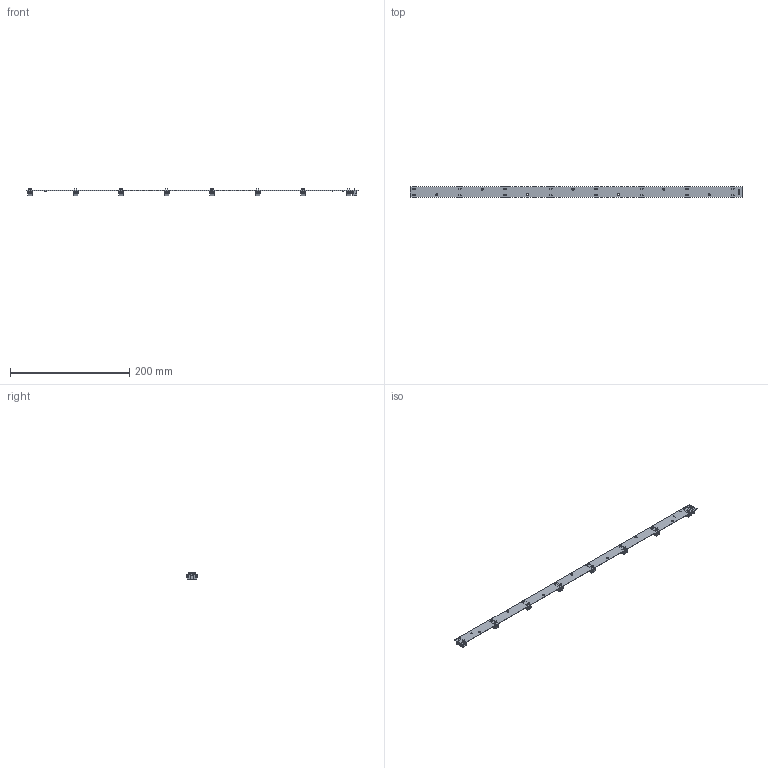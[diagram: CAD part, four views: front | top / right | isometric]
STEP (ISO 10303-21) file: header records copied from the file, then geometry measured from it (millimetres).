
FILE_DESCRIPTION(('Open CASCADE Model'),'2;1');
FILE_NAME('Open CASCADE Shape Model','2022-01-15T22:00:27',('Author'),( 'Open CASCADE'),'Open CASCADE STEP processor 6.8','Open CASCADE 6.8' ,'Unknown');
FILE_SCHEMA(('AUTOMOTIVE_DESIGN { 1 0 10303 214 1 1 1 1 }'));
Length unit declared in the file: millimetre
Products named in the file (40): PCB; Board; Open CASCADE STEP translator 6.8 1.1.1; JPO; 5988189664; Extruded; JP0; JP1; 5988189024; JP2; 5988190784; JIN; 5901556192; C3; 6109083136; C2; C1; 5988190304; J16; 5901563952; J15; 5901563712; J14; J13; J12; J11; J10; J9; J8; J7; J6; J5; J4; J3; J2; J1
Assembly tree (55 placements, depth 4):
  PCB
    Board
      Open CASCADE STEP translator 6.8 1.1.1
    JPO
      5988189664
        Extruded
    JP0
      5988189664
        Extruded
    JP1
      5988189024
        Extruded
    JP2
      5988190784
        Extruded
    JIN
      5901556192
    C3
      6109083136
        Extruded
    C2
      5988189664
        Extruded
    C1
      5988190304
        Extruded
    J16
      5901563952
    J15
      5901563712
    J14
      5901563952
    J13
      5901563712
    J12
      5901563952
    J11
      5901563712
    J10
      5901563952
    J9
      5901563712
    J8
      5901563952
    J7
      5901563712
    J6
      5901563952
    J5
      5901563712
    J4
      5901563952
    J3
      5901563712
    J2
      5901563952
    J1
      5901563712
Bounding box: 556 x 17.78 x 12.6 mm (x, y, z)
Volume: 10152.9 mm3; surface area: 28326.3 mm2
Topology: 25 solids, 25 shells, 2334 faces, 6257 edges, 4078 vertices
Faces by surface type: plane 1804, cylinder 460, bspline 70
Full cylindrical faces by diameter (mm): 1.2 x32, 1.4 x3, 3.5 x7
Entity records: 17353 total; most frequent: CARTESIAN_POINT 3307, ORIENTED_EDGE 2750, DIRECTION 2739, EDGE_CURVE 1375, LINE 1071, VECTOR 1071, VERTEX_POINT 898, AXIS2_PLACEMENT_3D 834
